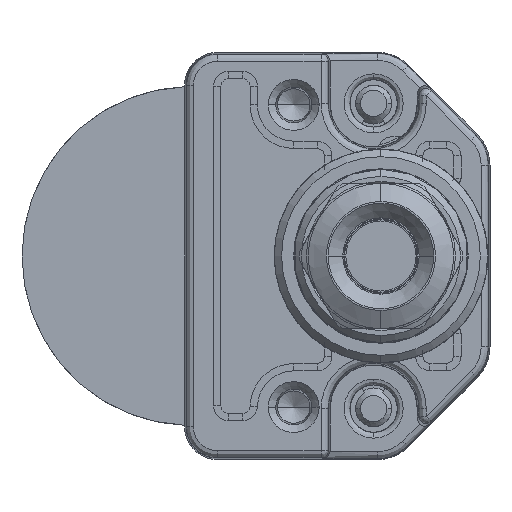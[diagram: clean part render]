
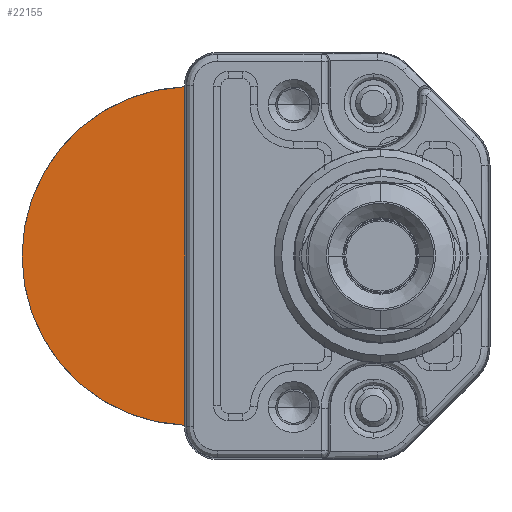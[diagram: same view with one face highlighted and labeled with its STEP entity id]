
A CAD part, left-side view. The second image highlights one B-rep face of the part: STEP entity #22155.
In plain terms, the highlighted planar face has unit normal (-1, 0, 0).
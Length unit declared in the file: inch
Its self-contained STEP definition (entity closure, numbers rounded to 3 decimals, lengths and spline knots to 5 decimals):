
#6939=DIRECTION('',(0.,0.,1.));
#6940=VECTOR('',#6939,0.91659);
#6941=CARTESIAN_POINT('',(0.,0.82677,-0.4583));
#6942=LINE('',#6941,#6940);
#6943=CARTESIAN_POINT('',(0.,0.80846,0.));
#6944=DIRECTION('',(-1.,0.,0.));
#6945=DIRECTION('',(0.,0.04,0.999));
#6946=AXIS2_PLACEMENT_3D('',#6943,#6944,#6945);
#12147=CARTESIAN_POINT('',(0.,0.82677,-0.4583));
#12148=CARTESIAN_POINT('',(0.,0.82677,0.4583));
#12149=VERTEX_POINT('',#12147);
#12150=VERTEX_POINT('',#12148);
#22145=CARTESIAN_POINT('',(0.,0.74941,0.));
#22146=DIRECTION('',(-1.,0.,0.));
#22147=DIRECTION('',(0.,0.,1.));
#22148=AXIS2_PLACEMENT_3D('',#22145,#22146,#22147);
#22149=PLANE('',#22148);
#22150=ORIENTED_EDGE('',*,*,#22134,.F.);
#22152=ORIENTED_EDGE('',*,*,#22151,.F.);
#22153=EDGE_LOOP('',(#22150,#22152));
#22154=FACE_OUTER_BOUND('',#22153,.F.);
#22155=ADVANCED_FACE('',(#22154),#22149,.T.);
#6947=CIRCLE('',#6946,0.45866);
#22134=EDGE_CURVE('',#12149,#12150,#6942,.T.);
#22151=EDGE_CURVE('',#12150,#12149,#6947,.T.);
